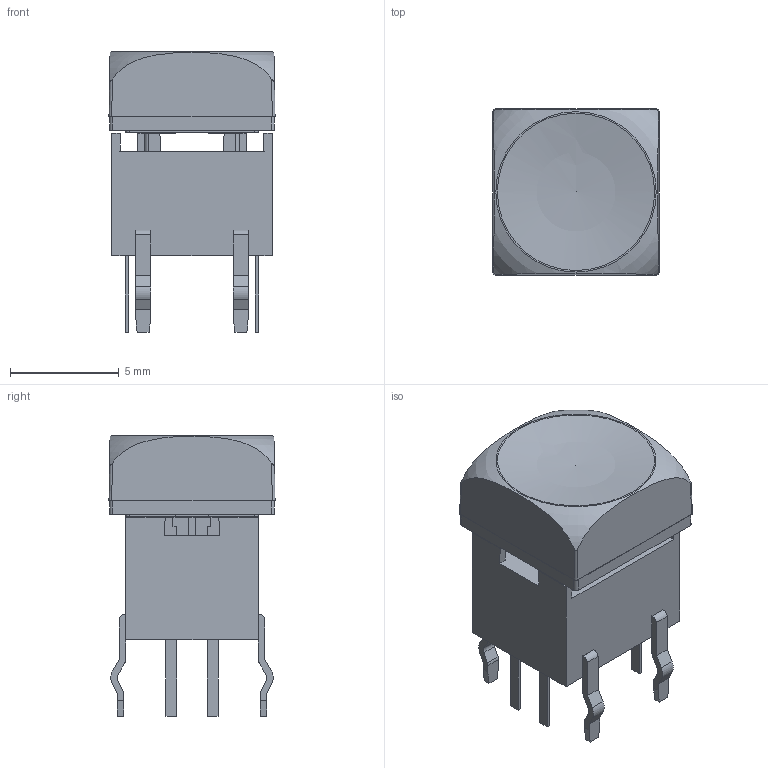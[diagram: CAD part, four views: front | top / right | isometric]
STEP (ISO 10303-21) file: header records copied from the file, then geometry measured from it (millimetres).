
FILE_DESCRIPTION(/* description */ (''),/* implementation_level */ '2;1');
FILE_NAME(/* name */ 'TL1-mini.step',/* time_stamp */ '2024-11-03T23:50:01+01:00',/* author */ (''),/* organization */ (''),/* preprocessor_version */ 'ST-DEVELOPER v20',/* originating_system */ 'Autodesk Translation Framework v13.20.0.188',/* authorisation */ '');
FILE_SCHEMA (('AUTOMOTIVE_DESIGN { 1 0 10303 214 3 1 1 }'));
Length unit declared in the file: millimetre
Products named in the file (1): TL1-GNNFN-ETW-AI
Bounding box: 7.65 x 7.65 x 12.91 mm (x, y, z)
Volume: 414.8 mm3; surface area: 594.9 mm2
Topology: 2 solids, 2 shells, 362 faces, 1004 edges, 659 vertices
Faces by surface type: plane 279, cylinder 63, bspline 9, cone 8, torus 2, sphere 1
Entity records: 12458 total; most frequent: CARTESIAN_POINT 3084, ORIENTED_EDGE 2006, DIRECTION 1798, EDGE_CURVE 1003, LINE 832, VECTOR 832, VERTEX_POINT 659, AXIS2_PLACEMENT_3D 483
